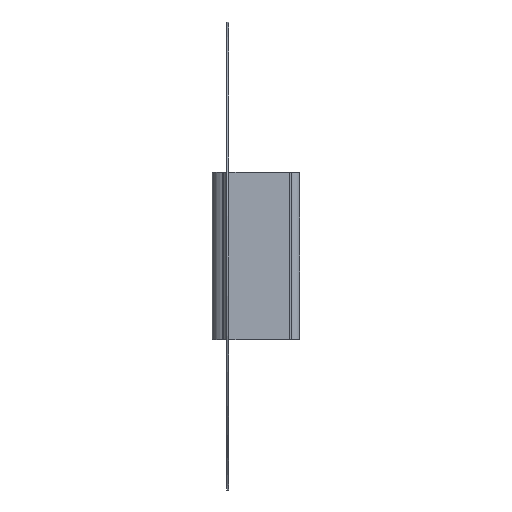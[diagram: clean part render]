
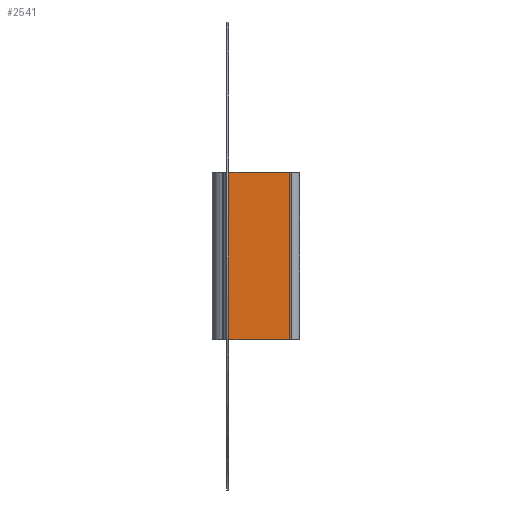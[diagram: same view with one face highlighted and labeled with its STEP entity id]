
A CAD part, left-side view. The second image highlights one B-rep face of the part: STEP entity #2541.
In plain terms, the highlighted planar face has unit normal (-1, 0, 0).
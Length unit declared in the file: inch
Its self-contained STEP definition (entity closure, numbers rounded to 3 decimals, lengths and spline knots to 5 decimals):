
#870=DIRECTION('',(0.,0.,1.));
#871=VECTOR('',#870,1.25);
#872=CARTESIAN_POINT('',(2.185,-0.47,1.37602));
#873=LINE('',#872,#871);
#926=DIRECTION('',(0.,-1.,0.));
#927=VECTOR('',#926,0.47);
#928=CARTESIAN_POINT('',(2.185,0.,1.37602));
#929=LINE('',#928,#927);
#930=DIRECTION('',(0.,0.,1.));
#931=VECTOR('',#930,1.25);
#932=CARTESIAN_POINT('',(2.185,0.,1.37602));
#933=LINE('',#932,#931);
#934=DIRECTION('',(0.,-1.,0.));
#935=VECTOR('',#934,0.47);
#936=CARTESIAN_POINT('',(2.185,0.,2.62602));
#937=LINE('',#936,#935);
#1024=CARTESIAN_POINT('',(2.185,0.,1.37602));
#1025=CARTESIAN_POINT('',(2.185,0.,2.62602));
#1026=VERTEX_POINT('',#1024);
#1027=VERTEX_POINT('',#1025);
#1248=CARTESIAN_POINT('',(2.185,-0.47,2.62602));
#1250=VERTEX_POINT('',#1248);
#1254=CARTESIAN_POINT('',(2.185,-0.47,1.37602));
#1255=VERTEX_POINT('',#1254);
#2529=CARTESIAN_POINT('',(2.185,0.,0.));
#2530=DIRECTION('',(-1.,0.,0.));
#2531=DIRECTION('',(0.,-1.,0.));
#2532=AXIS2_PLACEMENT_3D('',#2529,#2530,#2531);
#2533=PLANE('',#2532);
#2534=ORIENTED_EDGE('',*,*,#2420,.F.);
#2535=ORIENTED_EDGE('',*,*,#2301,.F.);
#2537=ORIENTED_EDGE('',*,*,#2536,.T.);
#2538=ORIENTED_EDGE('',*,*,#2509,.T.);
#2539=EDGE_LOOP('',(#2534,#2535,#2537,#2538));
#2540=FACE_OUTER_BOUND('',#2539,.F.);
#2541=ADVANCED_FACE('',(#2540),#2533,.T.);
#2301=EDGE_CURVE('',#1026,#1255,#929,.T.);
#2420=EDGE_CURVE('',#1255,#1250,#873,.T.);
#2509=EDGE_CURVE('',#1027,#1250,#937,.T.);
#2536=EDGE_CURVE('',#1026,#1027,#933,.T.);
